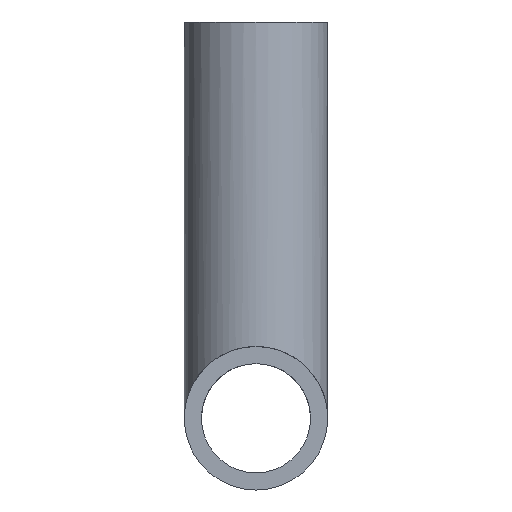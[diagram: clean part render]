
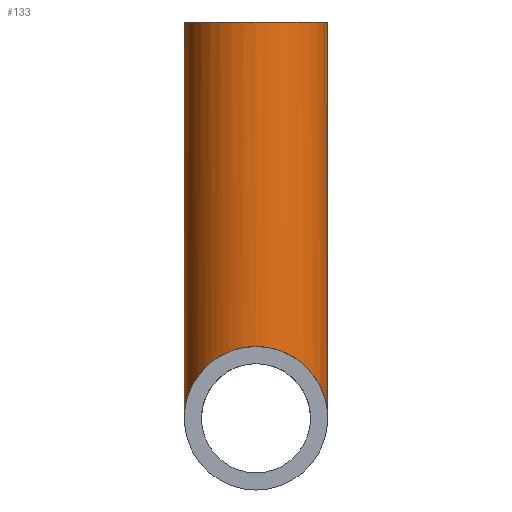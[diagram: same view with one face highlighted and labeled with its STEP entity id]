
A CAD part, left-side view. The second image highlights one B-rep face of the part: STEP entity #133.
In plain terms, the highlighted cylindrical face has radius 6.9 mm (diameter 13.8 mm), a full revolution.
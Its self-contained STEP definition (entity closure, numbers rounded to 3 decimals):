
#22=FACE_OUTER_BOUND('',#29,.T.);
#29=EDGE_LOOP('',(#98,#99,#100,#101,#102,#103));
#41=ELLIPSE('',#166,9.758,6.9);
#42=ELLIPSE('',#167,9.758,6.9);
#43=ELLIPSE('',#168,9.758,6.9);
#45=LINE('',#239,#51);
#51=VECTOR('',#195,6.9);
#57=CIRCLE('',#165,6.9);
#66=VERTEX_POINT('',#236);
#67=VERTEX_POINT('',#238);
#68=VERTEX_POINT('',#240);
#69=VERTEX_POINT('',#242);
#79=EDGE_CURVE('',#66,#66,#57,.T.);
#80=EDGE_CURVE('',#66,#67,#45,.T.);
#81=EDGE_CURVE('',#68,#67,#41,.T.);
#82=EDGE_CURVE('',#69,#68,#42,.T.);
#83=EDGE_CURVE('',#67,#69,#43,.T.);
#98=ORIENTED_EDGE('',*,*,#79,.F.);
#99=ORIENTED_EDGE('',*,*,#80,.T.);
#100=ORIENTED_EDGE('',*,*,#81,.F.);
#101=ORIENTED_EDGE('',*,*,#82,.F.);
#102=ORIENTED_EDGE('',*,*,#83,.F.);
#103=ORIENTED_EDGE('',*,*,#80,.F.);
#129=CYLINDRICAL_SURFACE('',#164,6.9);
#133=ADVANCED_FACE('',(#22),#129,.T.);
#164=AXIS2_PLACEMENT_3D('',#235,#191,#192);
#165=AXIS2_PLACEMENT_3D('',#237,#193,#194);
#166=AXIS2_PLACEMENT_3D('',#241,#196,#197);
#167=AXIS2_PLACEMENT_3D('',#243,#198,#199);
#168=AXIS2_PLACEMENT_3D('',#244,#200,#201);
#191=DIRECTION('center_axis',(0.,0.,1.));
#192=DIRECTION('ref_axis',(1.,0.,0.));
#193=DIRECTION('center_axis',(0.,0.,1.));
#194=DIRECTION('ref_axis',(1.,0.,0.));
#195=DIRECTION('',(0.,0.,-1.));
#196=DIRECTION('center_axis',(-0.707,0.,-0.707));
#197=DIRECTION('ref_axis',(0.707,0.,-0.707));
#198=DIRECTION('center_axis',(0.707,0.,-0.707));
#199=DIRECTION('ref_axis',(0.707,0.,0.707));
#200=DIRECTION('center_axis',(-0.707,0.,-0.707));
#201=DIRECTION('ref_axis',(0.707,0.,-0.707));
#235=CARTESIAN_POINT('Origin',(0.,0.,0.));
#236=CARTESIAN_POINT('',(-6.9,0.,38.1));
#237=CARTESIAN_POINT('Origin',(0.,0.,38.1));
#238=CARTESIAN_POINT('',(-6.9,0.,6.9));
#239=CARTESIAN_POINT('',(-6.9,0.,0.));
#240=CARTESIAN_POINT('',(0.,-6.9,0.));
#241=CARTESIAN_POINT('Origin',(0.,0.,0.));
#242=CARTESIAN_POINT('',(0.,6.9,0.));
#243=CARTESIAN_POINT('Origin',(0.,0.,0.));
#244=CARTESIAN_POINT('Origin',(0.,0.,0.));
